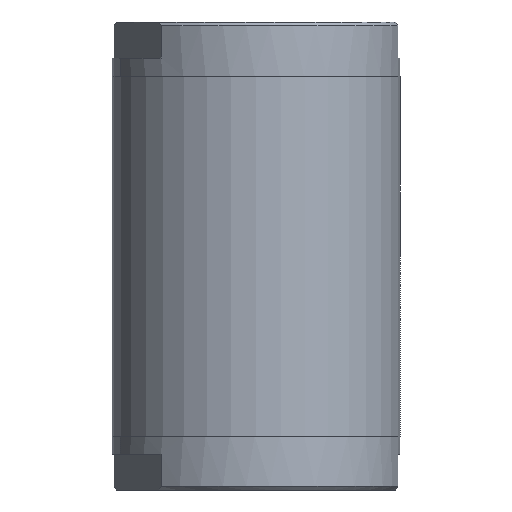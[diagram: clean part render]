
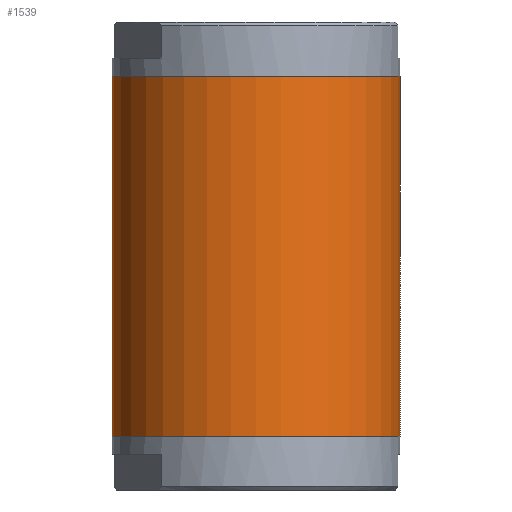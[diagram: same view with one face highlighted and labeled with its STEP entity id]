
A CAD part, front view. The second image highlights one B-rep face of the part: STEP entity #1539.
In plain terms, the highlighted cylindrical face has radius 40 mm (diameter 80 mm), a partial arc.
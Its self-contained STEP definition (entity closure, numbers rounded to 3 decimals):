
#12 = EDGE_LOOP ( 'NONE', ( #102, #483, #841, #1631 ) ) ;
#44 = DIRECTION ( 'NONE',  ( 0., 0., 1. ) ) ;
#46 = VECTOR ( 'NONE', #1486, 1000. ) ;
#102 = ORIENTED_EDGE ( 'NONE', *, *, #816, .F. ) ;
#119 = LINE ( 'NONE', #1675, #46 ) ;
#128 = CARTESIAN_POINT ( 'NONE',  ( -40., 0., 0. ) ) ;
#153 = DIRECTION ( 'NONE',  ( 0., 0., 1. ) ) ;
#190 = CARTESIAN_POINT ( 'NONE',  ( 40., 0., -100. ) ) ;
#212 = EDGE_CURVE ( 'NONE', #265, #968, #786, .T. ) ;
#222 = CARTESIAN_POINT ( 'NONE',  ( 40., 0., 0. ) ) ;
#265 = VERTEX_POINT ( 'NONE', #128 ) ;
#308 = EDGE_CURVE ( 'NONE', #1110, #968, #607, .T. ) ;
#345 = VECTOR ( 'NONE', #44, 1000. ) ;
#429 = DIRECTION ( 'NONE',  ( 1., 0., 0. ) ) ;
#431 = AXIS2_PLACEMENT_3D ( 'NONE', #890, #153, #1712 ) ;
#483 = ORIENTED_EDGE ( 'NONE', *, *, #1703, .T. ) ;
#508 = CARTESIAN_POINT ( 'NONE',  ( 40., 0., 0. ) ) ;
#607 = LINE ( 'NONE', #222, #345 ) ;
#622 = DIRECTION ( 'NONE',  ( 0., 0., 1. ) ) ;
#633 = CYLINDRICAL_SURFACE ( 'NONE', #681, 40. ) ;
#681 = AXIS2_PLACEMENT_3D ( 'NONE', #793, #622, #429 ) ;
#786 = CIRCLE ( 'NONE', #1499, 40. ) ;
#793 = CARTESIAN_POINT ( 'NONE',  ( 0., 0., 0. ) ) ;
#816 = EDGE_CURVE ( 'NONE', #1092, #265, #119, .T. ) ;
#841 = ORIENTED_EDGE ( 'NONE', *, *, #308, .T. ) ;
#890 = CARTESIAN_POINT ( 'NONE',  ( 0., 0., -100. ) ) ;
#968 = VERTEX_POINT ( 'NONE', #508 ) ;
#1008 = CIRCLE ( 'NONE', #431, 40. ) ;
#1092 = VERTEX_POINT ( 'NONE', #1436 ) ;
#1110 = VERTEX_POINT ( 'NONE', #190 ) ;
#1149 = FACE_OUTER_BOUND ( 'NONE', #12, .T. ) ;
#1281 = DIRECTION ( 'NONE',  ( 1., 0., 0. ) ) ;
#1436 = CARTESIAN_POINT ( 'NONE',  ( -40., 0., -100. ) ) ;
#1450 = DIRECTION ( 'NONE',  ( 0., 0., 1. ) ) ;
#1486 = DIRECTION ( 'NONE',  ( 0., 0., 1. ) ) ;
#1499 = AXIS2_PLACEMENT_3D ( 'NONE', #1634, #1450, #1281 ) ;
#1539 = ADVANCED_FACE ( 'NONE', ( #1149 ), #633, .T. ) ;
#1631 = ORIENTED_EDGE ( 'NONE', *, *, #212, .F. ) ;
#1634 = CARTESIAN_POINT ( 'NONE',  ( 0., 0., 0. ) ) ;
#1675 = CARTESIAN_POINT ( 'NONE',  ( -40., 0., 0. ) ) ;
#1703 = EDGE_CURVE ( 'NONE', #1092, #1110, #1008, .T. ) ;
#1712 = DIRECTION ( 'NONE',  ( 1., 0., 0. ) ) ;
